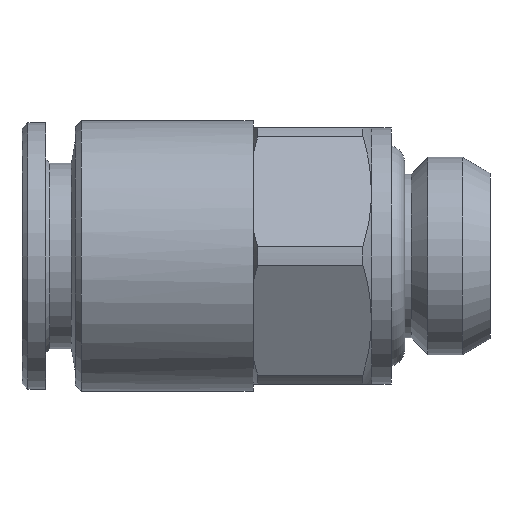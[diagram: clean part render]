
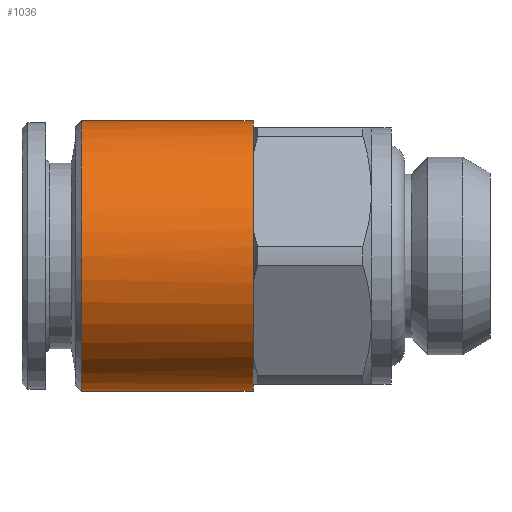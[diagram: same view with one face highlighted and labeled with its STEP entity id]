
A CAD part, left-side view. The second image highlights one B-rep face of the part: STEP entity #1036.
In plain terms, the highlighted cylindrical face has radius 6.85 mm (diameter 13.7 mm), a partial arc.
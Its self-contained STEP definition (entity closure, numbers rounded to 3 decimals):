
#43 = CARTESIAN_POINT ( 'NONE',  ( 0., 12., 6.85 ) ) ;
#218 = CARTESIAN_POINT ( 'NONE',  ( -6.71, 12., -1.378 ) ) ;
#245 = CIRCLE ( 'NONE', #309, 6.85 ) ;
#298 = DIRECTION ( 'NONE',  ( 0., 0., -1. ) ) ;
#299 = DIRECTION ( 'NONE',  ( 0., -1., 0. ) ) ;
#308 = CARTESIAN_POINT ( 'NONE',  ( 0., 12., 0. ) ) ;
#309 = AXIS2_PLACEMENT_3D ( 'NONE', #308, #299, #298 ) ;
#324 = CARTESIAN_POINT ( 'NONE',  ( -6.71, 12., 1.378 ) ) ;
#337 = CARTESIAN_POINT ( 'NONE',  ( -4.548, 12., 5.122 ) ) ;
#373 = CARTESIAN_POINT ( 'NONE',  ( -2.162, 12., 6.5 ) ) ;
#402 = CIRCLE ( 'NONE', #414, 6.85 ) ;
#405 = DIRECTION ( 'NONE',  ( 0., 0., -1. ) ) ;
#412 = DIRECTION ( 'NONE',  ( 0., -1., 0. ) ) ;
#413 = CARTESIAN_POINT ( 'NONE',  ( 0., 12., 0. ) ) ;
#414 = AXIS2_PLACEMENT_3D ( 'NONE', #413, #412, #405 ) ;
#536 = EDGE_CURVE ( 'NONE', #544, #550, #1793, .T. ) ;
#544 = VERTEX_POINT ( 'NONE', #1808 ) ;
#550 = VERTEX_POINT ( 'NONE', #43 ) ;
#559 = VERTEX_POINT ( 'NONE', #2244 ) ;
#572 = VERTEX_POINT ( 'NONE', #2239 ) ;
#573 = EDGE_CURVE ( 'NONE', #572, #559, #2267, .T. ) ;
#721 = VERTEX_POINT ( 'NONE', #218 ) ;
#772 = EDGE_CURVE ( 'NONE', #793, #721, #245, .T. ) ;
#793 = VERTEX_POINT ( 'NONE', #324 ) ;
#800 = VERTEX_POINT ( 'NONE', #337 ) ;
#826 = VERTEX_POINT ( 'NONE', #373 ) ;
#836 = EDGE_CURVE ( 'NONE', #826, #800, #402, .T. ) ;
#1000 = EDGE_LOOP ( 'NONE', ( #1001, #1155, #1151, #1154, #1124, #1138, #1133, #1134, #1002, #1003 ) ) ;
#1001 = ORIENTED_EDGE ( 'NONE', *, *, #536, .F. ) ;
#1002 = ORIENTED_EDGE ( 'NONE', *, *, #836, .F. ) ;
#1003 = ORIENTED_EDGE ( 'NONE', *, *, #1004, .F. ) ;
#1004 = EDGE_CURVE ( 'NONE', #550, #826, #1879, .T. ) ;
#1005 = DIRECTION ( 'NONE',  ( 0., 0., -1. ) ) ;
#1006 = DIRECTION ( 'NONE',  ( 0., -1., 0. ) ) ;
#1032 = CARTESIAN_POINT ( 'NONE',  ( 0., 12., 0. ) ) ;
#1033 = AXIS2_PLACEMENT_3D ( 'NONE', #1032, #1006, #1005 ) ;
#1035 = CIRCLE ( 'NONE', #1033, 6.85 ) ;
#1036 = ADVANCED_FACE ( 'NONE', ( #1861 ), #1888, .T. ) ;
#1051 = EDGE_CURVE ( 'NONE', #544, #572, #1830, .T. ) ;
#1096 = DIRECTION ( 'NONE',  ( 0., 0., -1. ) ) ;
#1097 = DIRECTION ( 'NONE',  ( 0., -1., 0. ) ) ;
#1098 = CARTESIAN_POINT ( 'NONE',  ( 0., 12., 0. ) ) ;
#1124 = ORIENTED_EDGE ( 'NONE', *, *, #1125, .F. ) ;
#1125 = EDGE_CURVE ( 'NONE', #1137, #1129, #1035, .T. ) ;
#1128 = EDGE_CURVE ( 'NONE', #1129, #559, #1980, .T. ) ;
#1129 = VERTEX_POINT ( 'NONE', #1981 ) ;
#1133 = ORIENTED_EDGE ( 'NONE', *, *, #772, .F. ) ;
#1134 = ORIENTED_EDGE ( 'NONE', *, *, #1135, .F. ) ;
#1135 = EDGE_CURVE ( 'NONE', #800, #793, #1979, .T. ) ;
#1137 = VERTEX_POINT ( 'NONE', #2023 ) ;
#1138 = ORIENTED_EDGE ( 'NONE', *, *, #1139, .F. ) ;
#1139 = EDGE_CURVE ( 'NONE', #721, #1137, #2050, .T. ) ;
#1151 = ORIENTED_EDGE ( 'NONE', *, *, #573, .T. ) ;
#1154 = ORIENTED_EDGE ( 'NONE', *, *, #1128, .F. ) ;
#1155 = ORIENTED_EDGE ( 'NONE', *, *, #1051, .T. ) ;
#1787 = CARTESIAN_POINT ( 'NONE',  ( 0., 0., 6.85 ) ) ;
#1793 = LINE ( 'NONE', #1787, #1816 ) ;
#1808 = CARTESIAN_POINT ( 'NONE',  ( 0., 20.7, 6.85 ) ) ;
#1815 = DIRECTION ( 'NONE',  ( 0., -1., 0. ) ) ;
#1816 = VECTOR ( 'NONE', #1815, 1000. ) ;
#1822 = DIRECTION ( 'NONE',  ( 0., 0., -1. ) ) ;
#1829 = AXIS2_PLACEMENT_3D ( 'NONE', #1838, #1837, #1836 ) ;
#1830 = CIRCLE ( 'NONE', #1829, 6.85 ) ;
#1834 = AXIS2_PLACEMENT_3D ( 'NONE', #1868, #1866, #1864 ) ;
#1835 = CARTESIAN_POINT ( 'NONE',  ( 0., 12., 0. ) ) ;
#1836 = DIRECTION ( 'NONE',  ( 0., 0., -1. ) ) ;
#1837 = DIRECTION ( 'NONE',  ( 0., -1., 0. ) ) ;
#1838 = CARTESIAN_POINT ( 'NONE',  ( 0., 20.7, 0. ) ) ;
#1849 = DIRECTION ( 'NONE',  ( 0., -1., 0. ) ) ;
#1861 = FACE_OUTER_BOUND ( 'NONE', #1000, .T. ) ;
#1864 = DIRECTION ( 'NONE',  ( 0., 0., -1. ) ) ;
#1866 = DIRECTION ( 'NONE',  ( 0., -1., 0. ) ) ;
#1868 = CARTESIAN_POINT ( 'NONE',  ( 0., 0., 0. ) ) ;
#1869 = AXIS2_PLACEMENT_3D ( 'NONE', #1835, #1849, #1822 ) ;
#1879 = CIRCLE ( 'NONE', #1869, 6.85 ) ;
#1888 = CYLINDRICAL_SURFACE ( 'NONE', #1834, 6.85 ) ;
#1979 = CIRCLE ( 'NONE', #1985, 6.85 ) ;
#1980 = CIRCLE ( 'NONE', #1986, 6.85 ) ;
#1981 = CARTESIAN_POINT ( 'NONE',  ( -2.162, 12., -6.5 ) ) ;
#1982 = DIRECTION ( 'NONE',  ( 0., -1., 0. ) ) ;
#1984 = CARTESIAN_POINT ( 'NONE',  ( 0., 12., 0. ) ) ;
#1985 = AXIS2_PLACEMENT_3D ( 'NONE', #1098, #1097, #1096 ) ;
#1986 = AXIS2_PLACEMENT_3D ( 'NONE', #1984, #1982, #1987 ) ;
#1987 = DIRECTION ( 'NONE',  ( 0., 0., -1. ) ) ;
#2015 = AXIS2_PLACEMENT_3D ( 'NONE', #2026, #2025, #2024 ) ;
#2023 = CARTESIAN_POINT ( 'NONE',  ( -4.548, 12., -5.122 ) ) ;
#2024 = DIRECTION ( 'NONE',  ( 0., 0., -1. ) ) ;
#2025 = DIRECTION ( 'NONE',  ( 0., -1., 0. ) ) ;
#2026 = CARTESIAN_POINT ( 'NONE',  ( 0., 12., 0. ) ) ;
#2050 = CIRCLE ( 'NONE', #2015, 6.85 ) ;
#2214 = DIRECTION ( 'NONE',  ( 0., -1., 0. ) ) ;
#2239 = CARTESIAN_POINT ( 'NONE',  ( 0., 20.7, -6.85 ) ) ;
#2244 = CARTESIAN_POINT ( 'NONE',  ( 0., 12., -6.85 ) ) ;
#2265 = VECTOR ( 'NONE', #2214, 1000. ) ;
#2266 = CARTESIAN_POINT ( 'NONE',  ( 0., 0., -6.85 ) ) ;
#2267 = LINE ( 'NONE', #2266, #2265 ) ;
